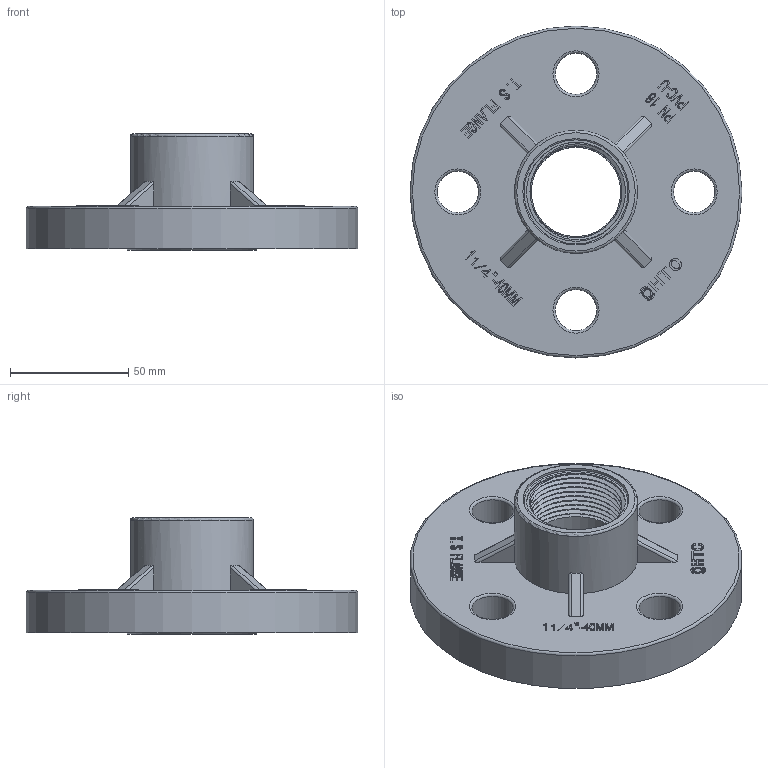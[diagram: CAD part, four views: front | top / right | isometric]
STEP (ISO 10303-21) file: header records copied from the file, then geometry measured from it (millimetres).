
FILE_DESCRIPTION(/* description */ (''),/* implementation_level */ '2;1');
FILE_NAME(/* name */ '40固定法兰新.stp',/* time_stamp */ '2025-03-13T08:15:32+08:00',/* author */ (''),/* organization */ (''),/* preprocessor_version */ 'ST-DEVELOPER v16',/* originating_system */ 'SIEMENS PLM Software NX 10.0',/* authorisation */ '');
FILE_SCHEMA (('AUTOMOTIVE_DESIGN { 1 0 10303 214 3 1 1 1 }'));
Length unit declared in the file: millimetre
Products named in the file (1): gelv1160A6EC1cdn
Bounding box: 140.5 x 140.5 x 49.2 mm (x, y, z)
Volume: 197092.8 mm3; surface area: 65493.5 mm2
Topology: 1 solids, 1 shells, 608 faces, 1588 edges, 1032 vertices
Faces by surface type: plane 327, cylinder 105, extrusion 105, torus 47, bspline 18, cone 6
Full cylindrical faces by diameter (mm): 3.108 x1, 4.144 x1, 17.5 x4, 37.8 x1, 41.91 x9, 45 x1, 52.1 x1, 140.5 x1
Entity records: 22181 total; most frequent: CARTESIAN_POINT 8390, ORIENTED_EDGE 3042, DIRECTION 2390, EDGE_CURVE 1521, VERTEX_POINT 998, VECTOR 876, LINE 771, AXIS2_PLACEMENT_3D 757
